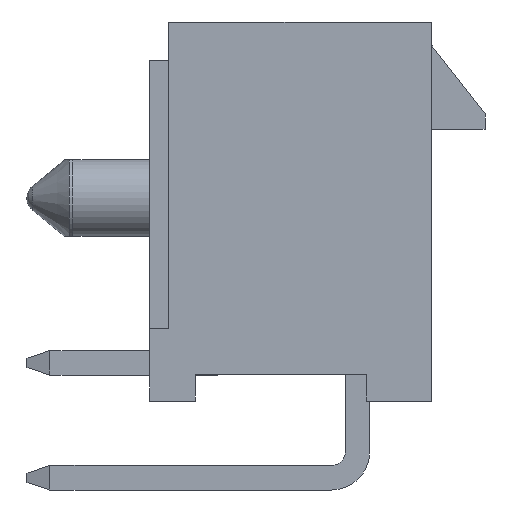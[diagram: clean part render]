
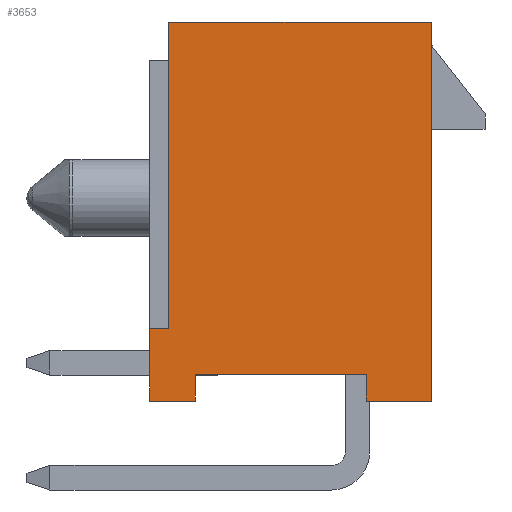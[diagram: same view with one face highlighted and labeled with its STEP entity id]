
A CAD part, left-side view. The second image highlights one B-rep face of the part: STEP entity #3653.
In plain terms, the highlighted planar face has unit normal (-1, 0, 0).
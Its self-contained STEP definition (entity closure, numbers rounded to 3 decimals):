
#450=ORIENTED_EDGE('',*,*,#1467,.F.);
#451=ORIENTED_EDGE('',*,*,#1468,.T.);
#452=ORIENTED_EDGE('',*,*,#1329,.T.);
#453=ORIENTED_EDGE('',*,*,#1230,.T.);
#454=ORIENTED_EDGE('',*,*,#1223,.T.);
#455=ORIENTED_EDGE('',*,*,#1457,.T.);
#456=ORIENTED_EDGE('',*,*,#1441,.T.);
#457=ORIENTED_EDGE('',*,*,#1469,.F.);
#458=ORIENTED_EDGE('',*,*,#1470,.T.);
#459=ORIENTED_EDGE('',*,*,#1418,.T.);
#1223=EDGE_CURVE('',#1758,#1757,#2112,.T.);
#1230=EDGE_CURVE('',#1764,#1758,#2119,.T.);
#1329=EDGE_CURVE('',#1850,#1764,#2209,.T.);
#1418=EDGE_CURVE('',#1927,#1926,#2289,.T.);
#1441=EDGE_CURVE('',#1942,#1941,#2312,.T.);
#1457=EDGE_CURVE('',#1757,#1942,#2328,.T.);
#1467=EDGE_CURVE('',#1953,#1926,#2338,.T.);
#1468=EDGE_CURVE('',#1953,#1850,#2339,.T.);
#1469=EDGE_CURVE('',#1954,#1941,#2340,.T.);
#1470=EDGE_CURVE('',#1954,#1927,#2341,.T.);
#1757=VERTEX_POINT('',#5131);
#1758=VERTEX_POINT('',#5133);
#1764=VERTEX_POINT('',#5147);
#1850=VERTEX_POINT('',#5346);
#1926=VERTEX_POINT('',#5528);
#1927=VERTEX_POINT('',#5530);
#1941=VERTEX_POINT('',#5567);
#1942=VERTEX_POINT('',#5569);
#1953=VERTEX_POINT('',#5609);
#1954=VERTEX_POINT('',#5612);
#2112=LINE('',#5132,#2613);
#2119=LINE('',#5146,#2620);
#2209=LINE('',#5349,#2710);
#2289=LINE('',#5529,#2790);
#2312=LINE('',#5568,#2813);
#2328=LINE('',#5595,#2829);
#2338=LINE('',#5608,#2839);
#2339=LINE('',#5610,#2840);
#2340=LINE('',#5611,#2841);
#2341=LINE('',#5613,#2842);
#2613=VECTOR('',#4143,1000.);
#2620=VECTOR('',#4152,1000.);
#2710=VECTOR('',#4276,1000.);
#2790=VECTOR('',#4390,1000.);
#2813=VECTOR('',#4415,1000.);
#2829=VECTOR('',#4433,1000.);
#2839=VECTOR('',#4447,1000.);
#2840=VECTOR('',#4448,1000.);
#2841=VECTOR('',#4449,1000.);
#2842=VECTOR('',#4450,1000.);
#3100=EDGE_LOOP('',(#450,#451,#452,#453,#454,#455,#456,#457,#458,#459));
#3295=FACE_BOUND('',#3100,.T.);
#3479=PLANE('',#3893);
#3653=ADVANCED_FACE('',(#3295),#3479,.T.);
#3893=AXIS2_PLACEMENT_3D('',#5607,#4445,#4446);
#4143=DIRECTION('',(0.,0.,1.));
#4152=DIRECTION('',(0.,-1.,0.));
#4276=DIRECTION('',(0.,0.,-1.));
#4390=DIRECTION('',(0.,-1.,0.));
#4415=DIRECTION('',(0.,0.,-1.));
#4433=DIRECTION('',(0.,1.,0.));
#4445=DIRECTION('',(-1.,0.,0.));
#4446=DIRECTION('',(0.,0.,1.));
#4447=DIRECTION('',(0.,0.,-1.));
#4448=DIRECTION('',(0.,-1.,0.));
#4449=DIRECTION('',(0.,-1.,0.));
#4450=DIRECTION('',(0.,0.,-1.));
#5131=CARTESIAN_POINT('',(-3.35,-3.43,4.95));
#5132=CARTESIAN_POINT('',(-3.35,-3.43,-4.95));
#5133=CARTESIAN_POINT('',(-3.35,-3.43,-4.95));
#5146=CARTESIAN_POINT('',(-3.35,3.43,-4.95));
#5147=CARTESIAN_POINT('',(-3.35,-1.73,-4.95));
#5346=CARTESIAN_POINT('',(-3.35,-1.73,-4.25));
#5349=CARTESIAN_POINT('',(-3.35,-1.73,-3.95));
#5528=CARTESIAN_POINT('',(-3.35,2.73,-4.95));
#5529=CARTESIAN_POINT('',(-3.35,3.43,-4.95));
#5530=CARTESIAN_POINT('',(-3.35,3.93,-4.95));
#5567=CARTESIAN_POINT('',(-3.35,3.43,-3.05));
#5568=CARTESIAN_POINT('',(-3.35,3.43,4.95));
#5569=CARTESIAN_POINT('',(-3.35,3.43,4.95));
#5595=CARTESIAN_POINT('',(-3.35,-3.43,4.95));
#5607=CARTESIAN_POINT('',(-3.35,0.,0.));
#5608=CARTESIAN_POINT('',(-3.35,2.73,-3.95));
#5609=CARTESIAN_POINT('',(-3.35,2.73,-4.25));
#5610=CARTESIAN_POINT('',(-3.35,2.73,-4.25));
#5611=CARTESIAN_POINT('',(-3.35,3.93,-3.05));
#5612=CARTESIAN_POINT('',(-3.35,3.93,-3.05));
#5613=CARTESIAN_POINT('',(-3.35,3.93,-3.05));
